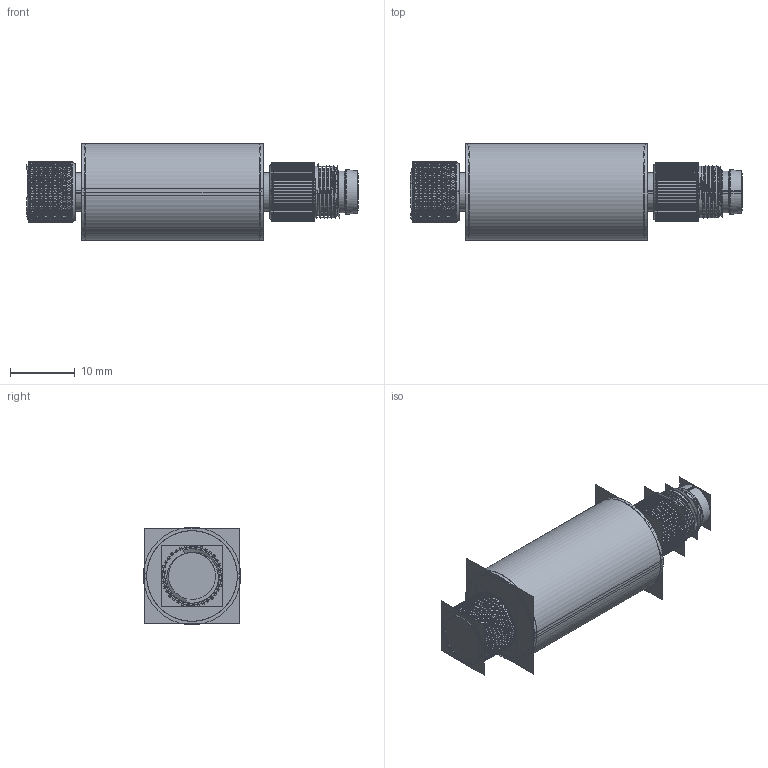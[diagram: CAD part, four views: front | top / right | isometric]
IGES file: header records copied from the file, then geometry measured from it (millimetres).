
Start section:  PTC IGES file: 228052_sm01.igs
Global section: file name: 228052_sm01.igs; native system: Creo Parametric by PTC Inc.; preprocessor: 2019292; author: PDMAdmin; organization: Unknown; date: 20220316.074900; units: millimetre
Bounding box: 51.18 x 15 x 15 mm (x, y, z)
Volume: 5852 mm3; surface area: 17649.5 mm2
Topology: 1 solids, 1 shells, 4944 faces, 22046 edges, 26176 vertices
Faces by surface type: bspline 3888, revolution 1056
